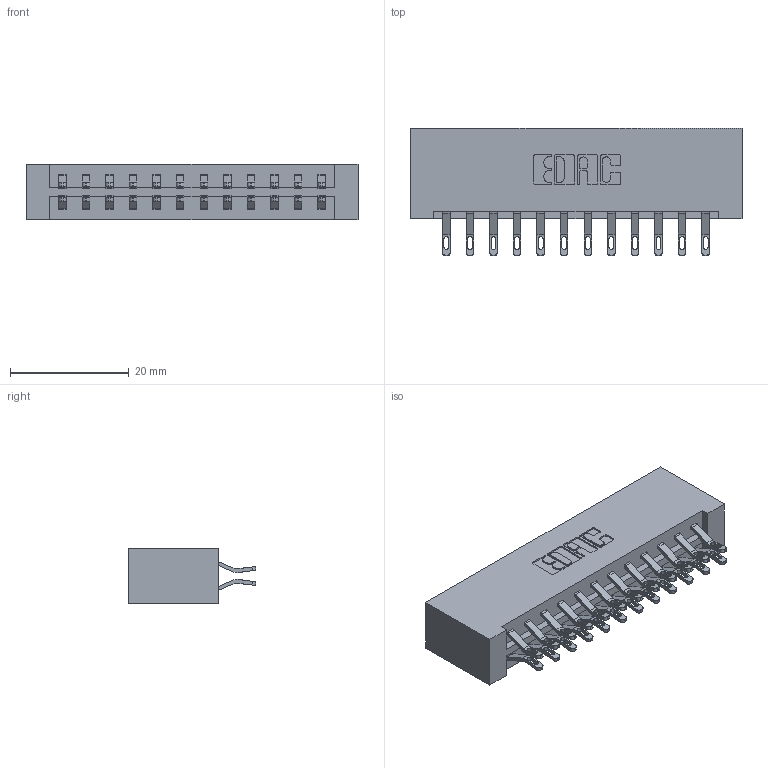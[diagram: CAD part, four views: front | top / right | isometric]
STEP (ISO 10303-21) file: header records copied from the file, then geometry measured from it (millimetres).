
FILE_DESCRIPTION (( 'STEP AP203' ), '1' );
FILE_NAME ('833-024-555-201.STEP', '2020-06-01T22:05:03', ( '' ), ( '' ), 'SwSTEP 2.0', 'SolidWorks 2020', '' );
FILE_SCHEMA (( 'CONFIG_CONTROL_DESIGN' ));
Length unit declared in the file: inch
Products named in the file (3): 345-292-001_555 Tail; 833 Part_Lugless; 833-024-555-201
Assembly tree (25 placements, depth 2):
  833-024-555-201
    833 Part_Lugless
    345-292-001_555 Tail  x24
Bounding box: 55.8 x 21.47 x 9.4 mm (x, y, z)
Volume: 6118.5 mm3; surface area: 7196 mm2
Topology: 25 solids, 25 shells, 1498 faces, 4679 edges, 3118 vertices
Faces by surface type: plane 882, cylinder 616
Entity records: 11649 total; most frequent: CARTESIAN_POINT 2000, ORIENTED_EDGE 1906, DIRECTION 1725, EDGE_CURVE 953, LINE 813, VECTOR 813, VERTEX_POINT 634, AXIS2_PLACEMENT_3D 456
